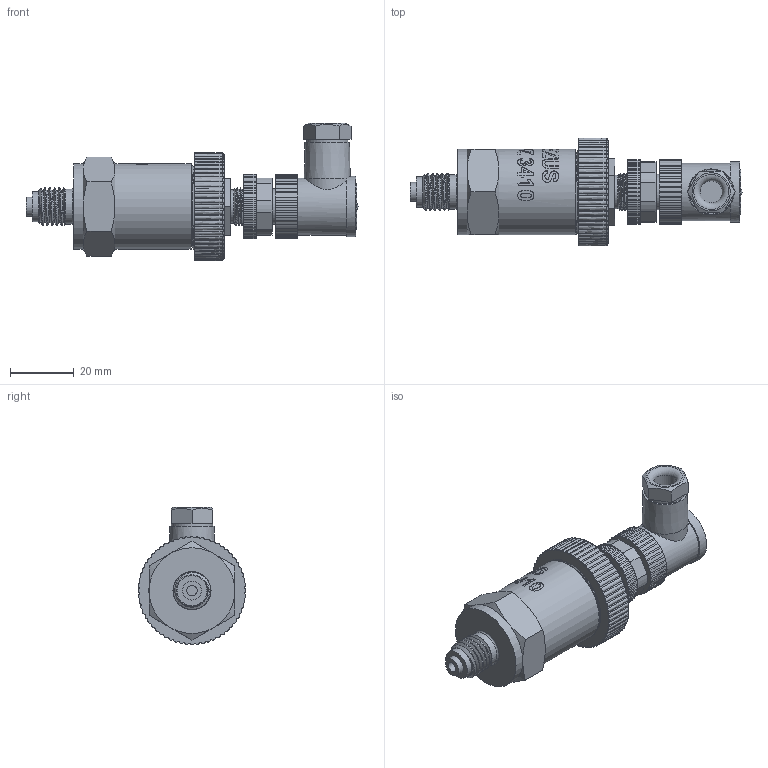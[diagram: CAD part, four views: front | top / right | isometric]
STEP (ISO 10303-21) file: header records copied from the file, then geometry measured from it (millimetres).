
FILE_DESCRIPTION(/* description */ (''),/* implementation_level */ '2;1');
FILE_NAME(/* name */ 'APZ3410_11_M12x1-angular.step',/* time_stamp */ '2021-06-17T12:44:15+03:00',/* author */ (''),/* organization */ (''),/* preprocessor_version */ 'ST-DEVELOPER v18.1',/* originating_system */ 'Autodesk Translation Framework v10.9.0.1377',/* authorisation */ '');
FILE_SCHEMA (('AUTOMOTIVE_DESIGN { 1 0 10303 214 3 1 1 }'));
Products named in the file (6): APZ3410_x_y; OMAL nut M27x1.5 v8; M12x1 male v16; Ш100.000.002 v4; M12x1 female angular v10; M12x1,5 EN
Assembly tree (5 placements, depth 2):
  APZ3410_x_y
    OMAL nut M27x1.5 v8
    M12x1 male v16
    Ш100.000.002 v4
    M12x1 female angular v10
    M12x1,5 EN
Bounding box: 104.55 x 34 x 43.2 mm (x, y, z)
Volume: 46004.8 mm3; surface area: 19130.7 mm2
Topology: 16 solids, 16 shells, 968 faces, 2690 edges, 1802 vertices
Faces by surface type: bspline 432, cylinder 332, plane 169, cone 29, torus 5, sphere 1
Full cylindrical faces by diameter (mm): 1 x12, 1.5 x4, 3.3 x1, 6 x1, 7 x1, 8 x1, 8.2 x1, 9.471 x2, 9.5 x1, 10.137 x4, 10.6 x2, 10.741 x6, 11 x1, 11.035 x4, 11.156 x1, 11.85 x4, 11.884 x5, 12.152 x4, 13 x1, 14 x1, 14.137 x4, 14.526 x3, 15.85 x3, 16.203 x3, 18 x1, 19 x1, 21.4 x2, 22.3 x1, 24.5 x1, 25.132 x4
Entity records: 54817 total; most frequent: CARTESIAN_POINT 33135, ORIENTED_EDGE 5380, DIRECTION 3061, EDGE_CURVE 2690, VERTEX_POINT 1802, B_SPLINE_CURVE_WITH_KNOTS 1186, AXIS2_PLACEMENT_3D 1100, EDGE_LOOP 1032
